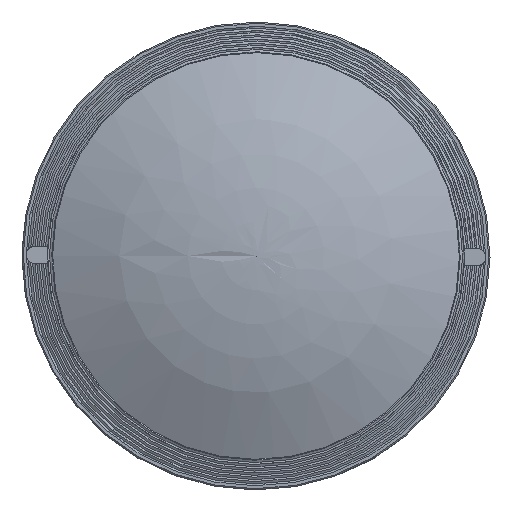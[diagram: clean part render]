
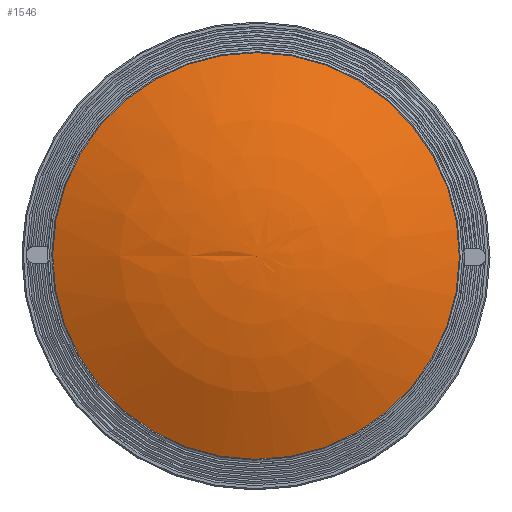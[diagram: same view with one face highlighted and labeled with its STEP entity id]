
A CAD part, left-side view. The second image highlights one B-rep face of the part: STEP entity #1546.
In plain terms, the highlighted face is a revolution surface.
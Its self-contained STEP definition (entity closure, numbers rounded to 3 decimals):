
#116=SURFACE_OF_REVOLUTION('',#12408,#118);
#118=AXIS1_PLACEMENT('',#25036,#15904);
#158=(
BOUNDED_CURVE()
B_SPLINE_CURVE(3,(#24578,#24579,#24580,#24581,#24582,#24583,#24584),
 .UNSPECIFIED.,.T.,.F.)
B_SPLINE_CURVE_WITH_KNOTS((1,3,3,3,1),(-0.5,0.,0.5,1.,1.5),
 .UNSPECIFIED.)
CURVE()
GEOMETRIC_REPRESENTATION_ITEM()
RATIONAL_B_SPLINE_CURVE((1.,0.333,0.333,1.,0.333,
0.333,1.))
REPRESENTATION_ITEM('')
);
#161=VERTEX_LOOP('',#9609);
#1546=ADVANCED_FACE('',(#3570,#3571),#116,.T.);
#3570=FACE_BOUND('',#161,.T.);
#3571=FACE_BOUND('',#4420,.T.);
#4420=EDGE_LOOP('',(#8086));
#8086=ORIENTED_EDGE('',*,*,#11382,.T.);
#9556=VERTEX_POINT('',#24585);
#9609=VERTEX_POINT('',#25030);
#11382=EDGE_CURVE('',#9556,#9556,#158,.T.);
#12408=B_SPLINE_CURVE_WITH_KNOTS('',3,(#25031,#25032,#25033,#25034,#25035),
 .UNSPECIFIED.,.F.,.F.,(4,1,4),(0.,0.492,1.),.UNSPECIFIED.);
#15904=DIRECTION('',(-1.,0.,0.));
#24578=CARTESIAN_POINT('',(-59.49,0.,24.109));
#24579=CARTESIAN_POINT('',(-59.49,48.218,24.109));
#24580=CARTESIAN_POINT('',(-59.49,48.218,-24.109));
#24581=CARTESIAN_POINT('',(-59.49,0.,-24.109));
#24582=CARTESIAN_POINT('',(-59.49,-48.218,-24.109));
#24583=CARTESIAN_POINT('',(-59.49,-48.218,24.109));
#24584=CARTESIAN_POINT('',(-59.49,0.,24.109));
#24585=CARTESIAN_POINT('',(-59.487,0.,24.116));
#25030=CARTESIAN_POINT('',(-65.387,0.,0.));
#25031=CARTESIAN_POINT('',(-59.49,24.109,0.));
#25032=CARTESIAN_POINT('',(-61.549,20.154,0.));
#25033=CARTESIAN_POINT('',(-64.455,12.118,0.));
#25034=CARTESIAN_POINT('',(-65.387,4.082,0.));
#25035=CARTESIAN_POINT('',(-65.387,0.,0.));
#25036=CARTESIAN_POINT('',(0.,0.,0.));
